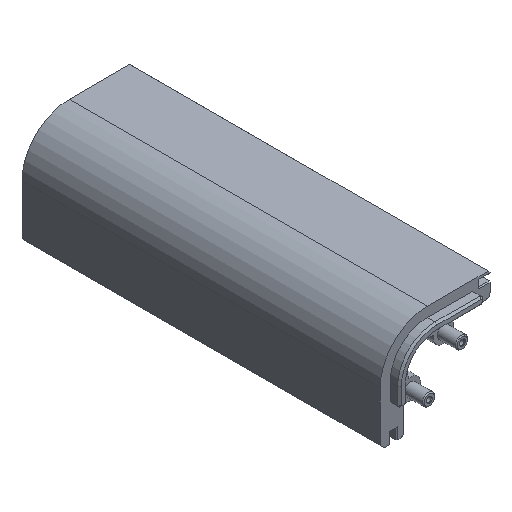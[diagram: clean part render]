
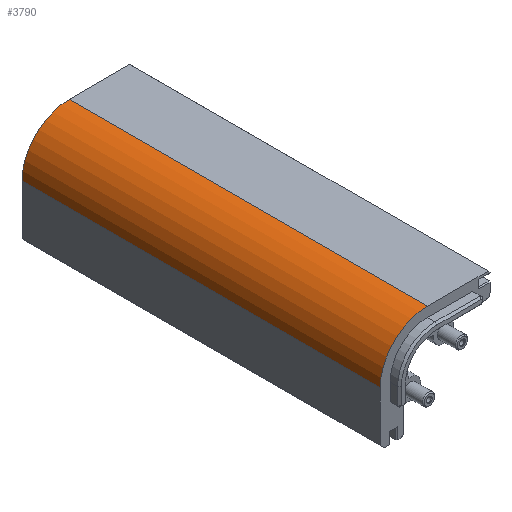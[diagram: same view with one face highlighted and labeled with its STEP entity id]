
A CAD part, isometric view. The second image highlights one B-rep face of the part: STEP entity #3790.
In plain terms, the highlighted cylindrical face has radius 25 mm (diameter 50 mm), a partial arc.
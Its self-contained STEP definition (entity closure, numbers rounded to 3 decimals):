
#382=FACE_OUTER_BOUND('',#589,.T.);
#589=EDGE_LOOP('',(#3386,#3387,#3388,#3389));
#1054=LINE('',#6127,#1521);
#1057=LINE('',#6132,#1524);
#1521=VECTOR('',#5009,1000.);
#1524=VECTOR('',#5014,1000.);
#1560=CIRCLE('',#3847,25.);
#1595=CIRCLE('',#4063,25.);
#1628=VERTEX_POINT('',#5164);
#1629=VERTEX_POINT('',#5166);
#1950=VERTEX_POINT('',#6126);
#1951=VERTEX_POINT('',#6130);
#1991=EDGE_CURVE('',#1629,#1628,#1560,.T.);
#2466=EDGE_CURVE('',#1950,#1629,#1054,.T.);
#2469=EDGE_CURVE('',#1628,#1951,#1057,.T.);
#2470=EDGE_CURVE('',#1951,#1950,#1595,.T.);
#3386=ORIENTED_EDGE('',*,*,#2469,.T.);
#3387=ORIENTED_EDGE('',*,*,#2470,.T.);
#3388=ORIENTED_EDGE('',*,*,#2466,.T.);
#3389=ORIENTED_EDGE('',*,*,#1991,.T.);
#3607=CYLINDRICAL_SURFACE('',#4068,25.);
#3790=ADVANCED_FACE('',(#382),#3607,.T.);
#3847=AXIS2_PLACEMENT_3D('',#5167,#4156,#4157);
#4063=AXIS2_PLACEMENT_3D('',#6134,#5017,#5018);
#4068=AXIS2_PLACEMENT_3D('',#6146,#5030,#5031);
#4156=DIRECTION('center_axis',(0.,-1.,0.));
#4157=DIRECTION('ref_axis',(0.,0.,-1.));
#5009=DIRECTION('',(0.,1.,0.));
#5014=DIRECTION('',(0.,-1.,0.));
#5017=DIRECTION('center_axis',(0.,1.,0.));
#5018=DIRECTION('ref_axis',(0.,0.,-1.));
#5030=DIRECTION('center_axis',(0.,-1.,0.));
#5031=DIRECTION('ref_axis',(0.,0.,-1.));
#5164=CARTESIAN_POINT('',(0.,160.,-25.));
#5166=CARTESIAN_POINT('',(25.,160.,0.));
#5167=CARTESIAN_POINT('Origin',(25.,160.,-25.));
#6126=CARTESIAN_POINT('',(25.,-30.,0.));
#6127=CARTESIAN_POINT('',(25.,10.,0.));
#6130=CARTESIAN_POINT('',(0.,-30.,-25.));
#6132=CARTESIAN_POINT('',(0.,10.,-25.));
#6134=CARTESIAN_POINT('Origin',(25.,-30.,-25.));
#6146=CARTESIAN_POINT('Origin',(25.,-20.,-25.));
